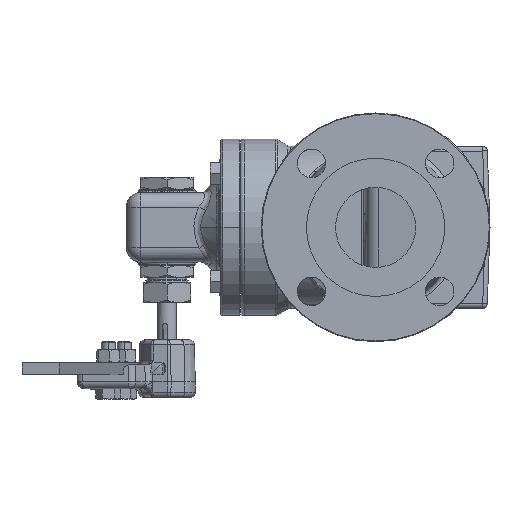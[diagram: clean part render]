
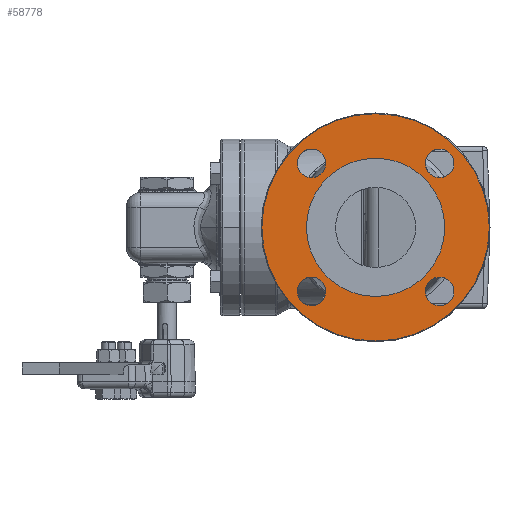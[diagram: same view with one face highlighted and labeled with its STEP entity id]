
A CAD part, left-side view. The second image highlights one B-rep face of the part: STEP entity #58778.
In plain terms, the highlighted planar face has unit normal (-1, 0, 0).
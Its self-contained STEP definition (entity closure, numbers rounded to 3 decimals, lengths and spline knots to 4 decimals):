
#359 = CIRCLE ( 'NONE', #11711, 0.375 ) ;
#2647 = FACE_BOUND ( 'NONE', #19740, .T. ) ;
#2654 = AXIS2_PLACEMENT_3D ( 'NONE', #58154, #25931, #63651 ) ;
#3597 = DIRECTION ( 'NONE',  ( 0., 0., 1. ) ) ;
#3834 = ORIENTED_EDGE ( 'NONE', *, *, #48134, .F. ) ;
#4211 = ORIENTED_EDGE ( 'NONE', *, *, #46660, .F. ) ;
#4972 = VERTEX_POINT ( 'NONE', #23964 ) ;
#6154 = AXIS2_PLACEMENT_3D ( 'NONE', #26998, #64744, #32358 ) ;
#6221 = DIRECTION ( 'NONE',  ( 0., 0., 1. ) ) ;
#6404 = CARTESIAN_POINT ( 'NONE',  ( -4.5005, -1.6794, -2.0544 ) ) ;
#6414 = DIRECTION ( 'NONE',  ( 0., 0., 1. ) ) ;
#7407 = CARTESIAN_POINT ( 'NONE',  ( -4.5005, -1.6794, 1.6794 ) ) ;
#7568 = EDGE_CURVE ( 'NONE', #63982, #26039, #29227, .T. ) ;
#7808 = CIRCLE ( 'NONE', #62602, 2.9815 ) ;
#8257 = CARTESIAN_POINT ( 'NONE',  ( -4.5005, -1.6794, -1.3044 ) ) ;
#8497 = CIRCLE ( 'NONE', #2654, 0.375 ) ;
#8847 = CIRCLE ( 'NONE', #35913, 0.375 ) ;
#9031 = AXIS2_PLACEMENT_3D ( 'NONE', #11628, #43730, #6221 ) ;
#9716 = VERTEX_POINT ( 'NONE', #18788 ) ;
#11007 = ORIENTED_EDGE ( 'NONE', *, *, #66676, .F. ) ;
#11628 = CARTESIAN_POINT ( 'NONE',  ( -4.5005, 0., 0. ) ) ;
#11711 = AXIS2_PLACEMENT_3D ( 'NONE', #17750, #55334, #23206 ) ;
#12820 = DIRECTION ( 'NONE',  ( 0., 0., 1. ) ) ;
#13131 = ORIENTED_EDGE ( 'NONE', *, *, #19597, .F. ) ;
#13563 = EDGE_LOOP ( 'NONE', ( #19942, #43556 ) ) ;
#15625 = CARTESIAN_POINT ( 'NONE',  ( -4.5005, 0., -2.9815 ) ) ;
#15767 = CIRCLE ( 'NONE', #18284, 0.375 ) ;
#16945 = FACE_BOUND ( 'NONE', #61582, .T. ) ;
#17651 = EDGE_LOOP ( 'NONE', ( #4211, #34976 ) ) ;
#17750 = CARTESIAN_POINT ( 'NONE',  ( -4.5005, -1.6794, -1.6794 ) ) ;
#18284 = AXIS2_PLACEMENT_3D ( 'NONE', #57824, #25606, #63335 ) ;
#18788 = CARTESIAN_POINT ( 'NONE',  ( -4.5005, 1.6794, 1.3044 ) ) ;
#19597 = EDGE_CURVE ( 'NONE', #26039, #63982, #7808, .T. ) ;
#19740 = EDGE_LOOP ( 'NONE', ( #64804, #54839 ) ) ;
#19942 = ORIENTED_EDGE ( 'NONE', *, *, #39971, .F. ) ;
#20084 = CIRCLE ( 'NONE', #44762, 1.8125 ) ;
#20184 = AXIS2_PLACEMENT_3D ( 'NONE', #61415, #29053, #66803 ) ;
#20909 = CARTESIAN_POINT ( 'NONE',  ( -4.5005, 0., -1.8125 ) ) ;
#21456 = VERTEX_POINT ( 'NONE', #6404 ) ;
#21739 = AXIS2_PLACEMENT_3D ( 'NONE', #47358, #63601, #26723 ) ;
#21956 = CARTESIAN_POINT ( 'NONE',  ( -4.5005, 0., 0. ) ) ;
#22616 = CARTESIAN_POINT ( 'NONE',  ( -4.5005, 1.6794, -2.0544 ) ) ;
#22722 = DIRECTION ( 'NONE',  ( -1., 0., 0. ) ) ;
#22745 = DIRECTION ( 'NONE',  ( 1., 0., 0. ) ) ;
#23206 = DIRECTION ( 'NONE',  ( 0., 0., 1. ) ) ;
#23776 = EDGE_CURVE ( 'NONE', #46757, #9716, #35064, .T. ) ;
#23964 = CARTESIAN_POINT ( 'NONE',  ( -4.5005, 0., 1.8125 ) ) ;
#25349 = EDGE_LOOP ( 'NONE', ( #3834, #39884 ) ) ;
#25606 = DIRECTION ( 'NONE',  ( -1., 0., 0. ) ) ;
#25931 = DIRECTION ( 'NONE',  ( -1., 0., 0. ) ) ;
#26039 = VERTEX_POINT ( 'NONE', #15625 ) ;
#26723 = DIRECTION ( 'NONE',  ( 0., 0., 1. ) ) ;
#26998 = CARTESIAN_POINT ( 'NONE',  ( -4.5005, 0., 0. ) ) ;
#27429 = VERTEX_POINT ( 'NONE', #61365 ) ;
#27793 = CARTESIAN_POINT ( 'NONE',  ( -4.5005, 1.8125, 0. ) ) ;
#28676 = CARTESIAN_POINT ( 'NONE',  ( -4.5005, 1.6794, -1.6794 ) ) ;
#29053 = DIRECTION ( 'NONE',  ( -1., 0., 0. ) ) ;
#29227 = CIRCLE ( 'NONE', #9031, 2.9815 ) ;
#31163 = EDGE_LOOP ( 'NONE', ( #13131, #55684 ) ) ;
#31199 = FACE_BOUND ( 'NONE', #25349, .T. ) ;
#31820 = EDGE_CURVE ( 'NONE', #27429, #53689, #8497, .T. ) ;
#32358 = DIRECTION ( 'NONE',  ( 0., 0., 1. ) ) ;
#33165 = PLANE ( 'NONE',  #69619 ) ;
#34045 = DIRECTION ( 'NONE',  ( 0., 0., 1. ) ) ;
#34798 = AXIS2_PLACEMENT_3D ( 'NONE', #68129, #35707, #3597 ) ;
#34976 = ORIENTED_EDGE ( 'NONE', *, *, #36105, .F. ) ;
#35064 = CIRCLE ( 'NONE', #21739, 0.375 ) ;
#35707 = DIRECTION ( 'NONE',  ( -1., 0., 0. ) ) ;
#35913 = AXIS2_PLACEMENT_3D ( 'NONE', #28676, #66447, #34045 ) ;
#36083 = CARTESIAN_POINT ( 'NONE',  ( -4.5005, -1.6794, 1.3044 ) ) ;
#36105 = EDGE_CURVE ( 'NONE', #51158, #4972, #53566, .T. ) ;
#36173 = CARTESIAN_POINT ( 'NONE',  ( -4.5005, 1.6794, 2.0544 ) ) ;
#36337 = EDGE_CURVE ( 'NONE', #56095, #68622, #61311, .T. ) ;
#37035 = CARTESIAN_POINT ( 'NONE',  ( -4.5005, 0., 2.9815 ) ) ;
#38506 = DIRECTION ( 'NONE',  ( -1., 0., 0. ) ) ;
#39884 = ORIENTED_EDGE ( 'NONE', *, *, #36337, .F. ) ;
#39971 = EDGE_CURVE ( 'NONE', #45163, #21456, #359, .T. ) ;
#41712 = CIRCLE ( 'NONE', #20184, 0.375 ) ;
#43556 = ORIENTED_EDGE ( 'NONE', *, *, #45199, .F. ) ;
#43730 = DIRECTION ( 'NONE',  ( 1., 0., 0. ) ) ;
#43741 = FACE_BOUND ( 'NONE', #17651, .T. ) ;
#44762 = AXIS2_PLACEMENT_3D ( 'NONE', #54834, #22722, #60430 ) ;
#44930 = DIRECTION ( 'NONE',  ( -1., 0., 0. ) ) ;
#45163 = VERTEX_POINT ( 'NONE', #8257 ) ;
#45199 = EDGE_CURVE ( 'NONE', #21456, #45163, #61545, .T. ) ;
#45418 = FACE_BOUND ( 'NONE', #13563, .T. ) ;
#46660 = EDGE_CURVE ( 'NONE', #4972, #51158, #20084, .T. ) ;
#46757 = VERTEX_POINT ( 'NONE', #36173 ) ;
#47358 = CARTESIAN_POINT ( 'NONE',  ( -4.5005, 1.6794, 1.6794 ) ) ;
#48134 = EDGE_CURVE ( 'NONE', #68622, #56095, #41712, .T. ) ;
#51158 = VERTEX_POINT ( 'NONE', #20909 ) ;
#53566 = CIRCLE ( 'NONE', #6154, 1.8125 ) ;
#53689 = VERTEX_POINT ( 'NONE', #22616 ) ;
#54834 = CARTESIAN_POINT ( 'NONE',  ( -4.5005, 0., 0. ) ) ;
#54839 = ORIENTED_EDGE ( 'NONE', *, *, #63489, .F. ) ;
#54916 = ORIENTED_EDGE ( 'NONE', *, *, #31820, .F. ) ;
#55334 = DIRECTION ( 'NONE',  ( -1., 0., 0. ) ) ;
#55684 = ORIENTED_EDGE ( 'NONE', *, *, #7568, .F. ) ;
#55814 = DIRECTION ( 'NONE',  ( 0., 0., 1. ) ) ;
#56095 = VERTEX_POINT ( 'NONE', #36083 ) ;
#56601 = AXIS2_PLACEMENT_3D ( 'NONE', #7407, #44930, #12820 ) ;
#57824 = CARTESIAN_POINT ( 'NONE',  ( -4.5005, 1.6794, 1.6794 ) ) ;
#58154 = CARTESIAN_POINT ( 'NONE',  ( -4.5005, 1.6794, -1.6794 ) ) ;
#58209 = FACE_OUTER_BOUND ( 'NONE', #31163, .T. ) ;
#58778 = ADVANCED_FACE ( 'NONE', ( #16945, #45418, #31199, #2647, #58209, #43741 ), #33165, .T. ) ;
#60430 = DIRECTION ( 'NONE',  ( 0., 0., 1. ) ) ;
#61311 = CIRCLE ( 'NONE', #56601, 0.375 ) ;
#61323 = CARTESIAN_POINT ( 'NONE',  ( -4.5005, -1.6794, 2.0544 ) ) ;
#61365 = CARTESIAN_POINT ( 'NONE',  ( -4.5005, 1.6794, -1.3044 ) ) ;
#61415 = CARTESIAN_POINT ( 'NONE',  ( -4.5005, -1.6794, 1.6794 ) ) ;
#61545 = CIRCLE ( 'NONE', #34798, 0.375 ) ;
#61582 = EDGE_LOOP ( 'NONE', ( #54916, #11007 ) ) ;
#62602 = AXIS2_PLACEMENT_3D ( 'NONE', #21956, #22745, #55814 ) ;
#63335 = DIRECTION ( 'NONE',  ( 0., 0., 1. ) ) ;
#63489 = EDGE_CURVE ( 'NONE', #9716, #46757, #15767, .T. ) ;
#63601 = DIRECTION ( 'NONE',  ( -1., 0., 0. ) ) ;
#63651 = DIRECTION ( 'NONE',  ( 0., 0., 1. ) ) ;
#63982 = VERTEX_POINT ( 'NONE', #37035 ) ;
#64744 = DIRECTION ( 'NONE',  ( -1., 0., 0. ) ) ;
#64804 = ORIENTED_EDGE ( 'NONE', *, *, #23776, .F. ) ;
#66447 = DIRECTION ( 'NONE',  ( -1., 0., 0. ) ) ;
#66676 = EDGE_CURVE ( 'NONE', #53689, #27429, #8847, .T. ) ;
#66803 = DIRECTION ( 'NONE',  ( 0., 0., 1. ) ) ;
#68129 = CARTESIAN_POINT ( 'NONE',  ( -4.5005, -1.6794, -1.6794 ) ) ;
#68622 = VERTEX_POINT ( 'NONE', #61323 ) ;
#69619 = AXIS2_PLACEMENT_3D ( 'NONE', #27793, #38506, #6414 ) ;
